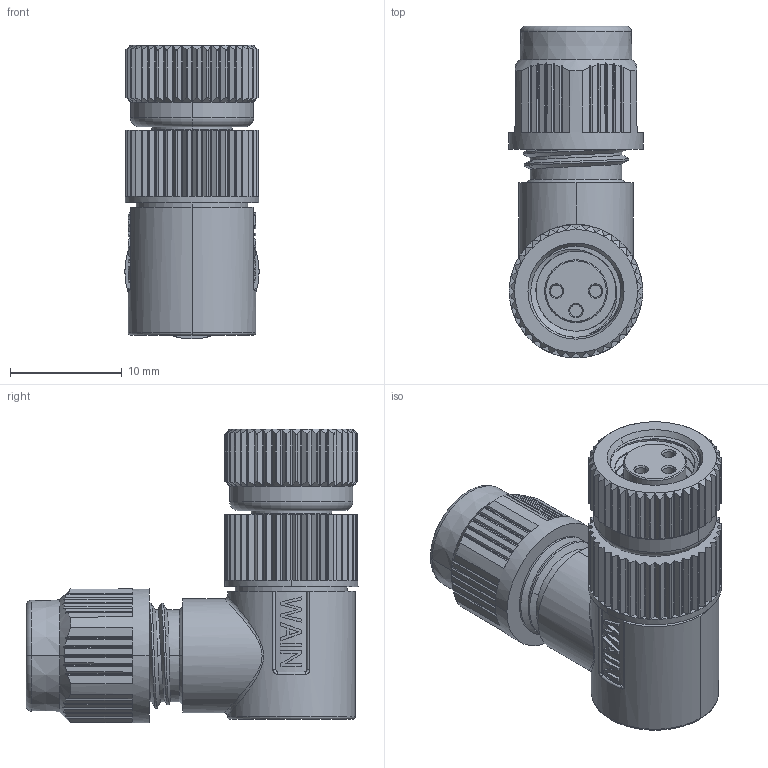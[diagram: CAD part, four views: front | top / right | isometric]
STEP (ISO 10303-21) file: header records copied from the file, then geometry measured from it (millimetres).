
FILE_DESCRIPTION((''),'2;1');
FILE_NAME('PRT0001','2021-01-04T',('zh.su'),(''),'PRO/ENGINEER BY PARAMETRIC TECHNOLOGY CORPORATION, 2012480','PRO/ENGINEER BY PARAMETRIC TECHNOLOGY CORPORATION, 2012480','');
FILE_SCHEMA(('CONFIG_CONTROL_DESIGN'));
Length unit declared in the file: millimetre
Products named in the file (1): PRT0001
Bounding box: 12 x 29.65 x 26.25 mm (x, y, z)
Volume: 4014.6 mm3; surface area: 2590.7 mm2
Topology: 1 solids, 1 shells, 705 faces, 1958 edges, 1278 vertices
Faces by surface type: plane 371, cylinder 215, cone 59, bspline 50, torus 10
Entity records: 27274 total; most frequent: CARTESIAN_POINT 10094, ORIENTED_EDGE 3916, DIRECTION 3128, EDGE_CURVE 1958, VERTEX_POINT 1278, AXIS2_PLACEMENT_3D 1092, VECTOR 944, LINE 944
